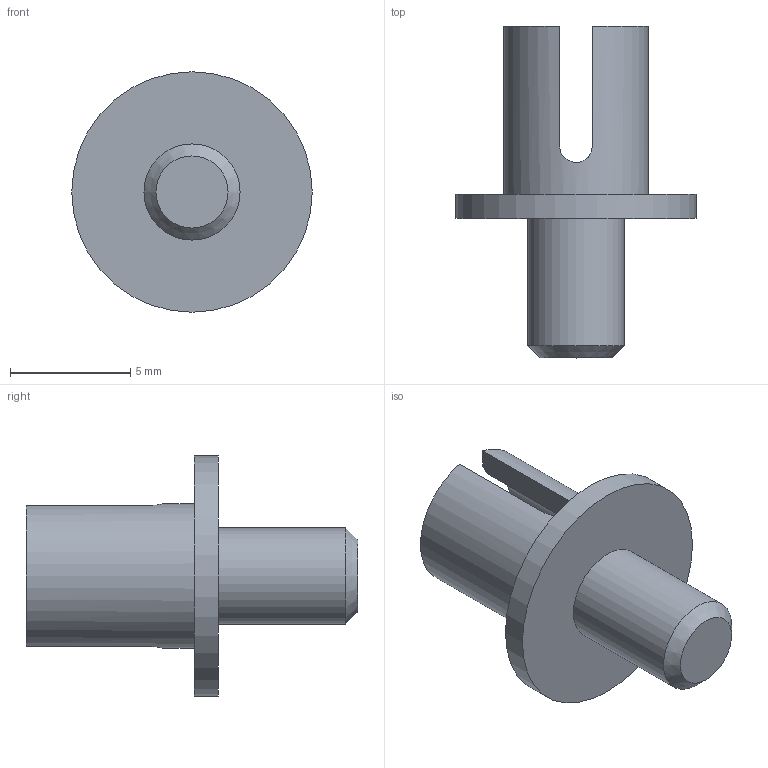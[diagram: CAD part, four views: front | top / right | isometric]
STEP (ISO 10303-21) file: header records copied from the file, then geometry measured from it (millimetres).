
FILE_DESCRIPTION(/* description */ (''),/* implementation_level */ '2;1');
FILE_NAME(/* name */ 'Cardan roue libre v3.step',/* time_stamp */ '2022-12-06T23:35:36+01:00',/* author */ (''),/* organization */ (''),/* preprocessor_version */ 'ST-DEVELOPER v19.2',/* originating_system */ 'Autodesk Translation Framework v11.17.0.187',/* authorisation */ '');
FILE_SCHEMA (('AUTOMOTIVE_DESIGN { 1 0 10303 214 3 1 1 }'));
Length unit declared in the file: millimetre
Products named in the file (1): Cardan roue libre
Bounding box: 10 x 13.8 x 10 mm (x, y, z)
Volume: 244.5 mm3; surface area: 467.9 mm2
Topology: 1 solids, 1 shells, 19 faces, 44 edges, 29 vertices
Faces by surface type: plane 10, cylinder 6, cone 3
Full cylindrical faces by diameter (mm): 4 x2, 6 x1, 10 x1
Entity records: 641 total; most frequent: CARTESIAN_POINT 169, DIRECTION 91, ORIENTED_EDGE 88, EDGE_CURVE 44, AXIS2_PLACEMENT_3D 35, VERTEX_POINT 29, EDGE_LOOP 21, LINE 21
